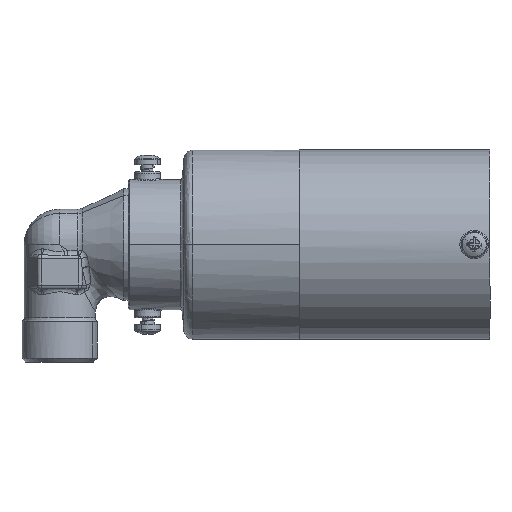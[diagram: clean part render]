
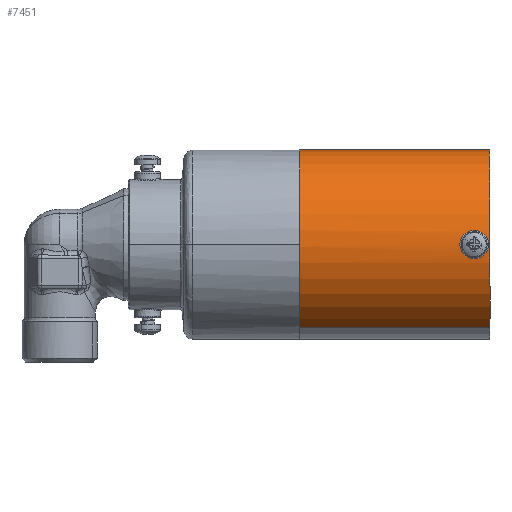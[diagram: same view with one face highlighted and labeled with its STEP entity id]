
A CAD part, top view. The second image highlights one B-rep face of the part: STEP entity #7451.
In plain terms, the highlighted cylindrical face has radius 33.1 mm (diameter 66.2 mm), a partial arc.
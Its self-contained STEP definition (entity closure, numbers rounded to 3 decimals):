
#7343=CARTESIAN_POINT('Axis2P3D Location',(69.064,0.,0.)) ;
#7352=CARTESIAN_POINT('Vertex',(102.264,29.048,-15.869)) ;
#7354=CARTESIAN_POINT('Vertex',(102.264,-29.048,15.869)) ;
#7357=CARTESIAN_POINT('Line Origine',(69.064,-29.048,15.869)) ;
#7361=CARTESIAN_POINT('Vertex',(35.864,-29.048,15.869)) ;
#7368=CARTESIAN_POINT('Vertex',(35.864,29.048,-15.869)) ;
#7371=CARTESIAN_POINT('Line Origine',(69.064,29.048,-15.869)) ;
#7393=CARTESIAN_POINT('Axis2P3D Location',(102.264,0.,0.)) ;
#7404=CARTESIAN_POINT('Axis2P3D Location',(35.864,0.,0.)) ;
#7416=CARTESIAN_POINT('Control Point',(96.764,4.926,32.731)) ;
#7417=CARTESIAN_POINT('Control Point',(98.225,4.926,32.731)) ;
#7418=CARTESIAN_POINT('Control Point',(99.687,4.4,32.811)) ;
#7419=CARTESIAN_POINT('Control Point',(100.884,3.349,32.973)) ;
#7420=CARTESIAN_POINT('Control Point',(102.073,0.983,33.144)) ;
#7421=CARTESIAN_POINT('Control Point',(101.686,-1.555,33.089)) ;
#7422=CARTESIAN_POINT('Control Point',(101.241,-2.539,33.02)) ;
#7423=CARTESIAN_POINT('Control Point',(100.15,-3.861,32.883)) ;
#7424=CARTESIAN_POINT('Control Point',(98.648,-4.627,32.776)) ;
#7425=CARTESIAN_POINT('Control Point',(98.034,-4.826,32.746)) ;
#7426=CARTESIAN_POINT('Control Point',(97.399,-4.926,32.731)) ;
#7427=CARTESIAN_POINT('Control Point',(96.764,-4.926,32.731)) ;
#7428=CARTESIAN_POINT('Vertex',(96.764,4.926,32.731)) ;
#7430=CARTESIAN_POINT('Vertex',(96.764,-4.926,32.731)) ;
#7434=CARTESIAN_POINT('Control Point',(96.764,4.926,32.731)) ;
#7435=CARTESIAN_POINT('Control Point',(95.816,4.926,32.731)) ;
#7436=CARTESIAN_POINT('Control Point',(94.868,4.704,32.765)) ;
#7437=CARTESIAN_POINT('Control Point',(93.992,4.262,32.832)) ;
#7438=CARTESIAN_POINT('Control Point',(92.616,3.087,32.976)) ;
#7439=CARTESIAN_POINT('Control Point',(91.876,1.45,33.082)) ;
#7440=CARTESIAN_POINT('Control Point',(91.697,0.625,33.11)) ;
#7441=CARTESIAN_POINT('Control Point',(91.703,-1.593,33.107)) ;
#7442=CARTESIAN_POINT('Control Point',(92.893,-3.558,32.941)) ;
#7443=CARTESIAN_POINT('Control Point',(94.041,-4.469,32.8)) ;
#7444=CARTESIAN_POINT('Control Point',(95.402,-4.926,32.731)) ;
#7445=CARTESIAN_POINT('Control Point',(96.764,-4.926,32.731)) ;
#7359=VECTOR('Line Direction',#7358,1.) ;
#7373=VECTOR('Line Direction',#7372,1.) ;
#7344=DIRECTION('Axis2P3D Direction',(-1.,0.,0.)) ;
#7345=DIRECTION('Axis2P3D XDirection',(0.,-0.878,0.479)) ;
#7358=DIRECTION('Vector Direction',(-1.,0.,0.)) ;
#7372=DIRECTION('Vector Direction',(-1.,0.,0.)) ;
#7394=DIRECTION('Axis2P3D Direction',(-1.,0.,0.)) ;
#7405=DIRECTION('Axis2P3D Direction',(-1.,0.,0.)) ;
#7346=AXIS2_PLACEMENT_3D('Cylinder Axis2P3D',#7343,#7344,#7345) ;
#7395=AXIS2_PLACEMENT_3D('Circle Axis2P3D',#7393,#7394,$) ;
#7406=AXIS2_PLACEMENT_3D('Circle Axis2P3D',#7404,#7405,$) ;
#7360=LINE('Line',#7357,#7359) ;
#7374=LINE('Line',#7371,#7373) ;
#7396=CIRCLE('generated circle',#7395,33.1) ;
#7407=CIRCLE('generated circle',#7406,33.1) ;
#7347=CYLINDRICAL_SURFACE('generated cylinder',#7346,33.1) ;
#7450=FACE_BOUND('',#7447,.T.) ;
#7363=EDGE_CURVE('',#7362,#7355,#7360,.F.) ;
#7375=EDGE_CURVE('',#7369,#7353,#7374,.F.) ;
#7397=EDGE_CURVE('',#7355,#7353,#7396,.T.) ;
#7408=EDGE_CURVE('',#7362,#7369,#7407,.T.) ;
#7432=EDGE_CURVE('',#7429,#7431,#7415,.T.) ;
#7446=EDGE_CURVE('',#7431,#7429,#7433,.F.) ;
#7410=ORIENTED_EDGE('',*,*,#7375,.F.) ;
#7411=ORIENTED_EDGE('',*,*,#7408,.F.) ;
#7412=ORIENTED_EDGE('',*,*,#7363,.T.) ;
#7413=ORIENTED_EDGE('',*,*,#7397,.T.) ;
#7448=ORIENTED_EDGE('',*,*,#7432,.T.) ;
#7449=ORIENTED_EDGE('',*,*,#7446,.T.) ;
#7409=EDGE_LOOP('',(#7410,#7411,#7412,#7413)) ;
#7447=EDGE_LOOP('',(#7448,#7449)) ;
#7353=VERTEX_POINT('',#7352) ;
#7355=VERTEX_POINT('',#7354) ;
#7362=VERTEX_POINT('',#7361) ;
#7369=VERTEX_POINT('',#7368) ;
#7429=VERTEX_POINT('',#7428) ;
#7431=VERTEX_POINT('',#7430) ;
#7451=ADVANCED_FACE('PartBody',(#7414,#7450),#7347,.T.) ;
#7415=B_SPLINE_CURVE_WITH_KNOTS('',5,(#7416,#7417,#7418,#7419,#7420,#7421,#7422,#7423,#7424,#7425,#7426,#7427),.UNSPECIFIED.,.F.,.U.,(6,3,3,6),(0.,9.831,16.806,21.079),.UNSPECIFIED.) ;
#7433=B_SPLINE_CURVE_WITH_KNOTS('',5,(#7434,#7435,#7436,#7437,#7438,#7439,#7440,#7441,#7442,#7443,#7444,#7445),.UNSPECIFIED.,.F.,.U.,(6,3,3,6),(0.,6.376,11.92,21.079),.UNSPECIFIED.) ;
#7414=FACE_OUTER_BOUND('',#7409,.T.) ;
